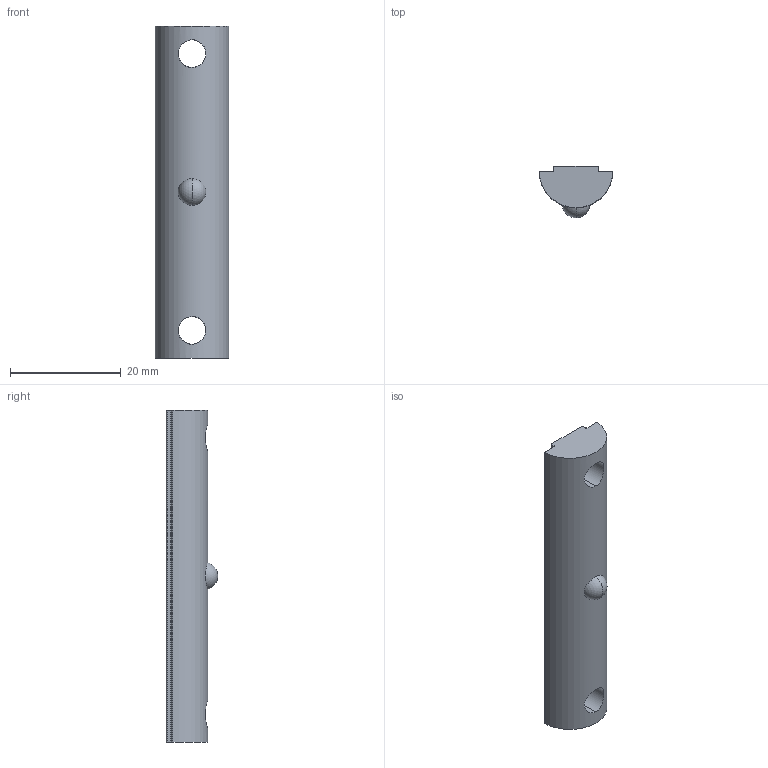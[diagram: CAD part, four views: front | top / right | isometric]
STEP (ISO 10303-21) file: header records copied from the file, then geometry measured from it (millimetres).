
FILE_DESCRIPTION (( 'STEP AP203' ), '1' );
FILE_NAME ('5.JNT.070.STEP', '2015-10-06T14:29:23', ( '' ), ( '' ), 'SwSTEP 2.0', 'SolidWorks 2012', '' );
FILE_SCHEMA (( 'CONFIG_CONTROL_DESIGN' ));
Length unit declared in the file: millimetre
Products named in the file (1): 5.JNT.070
Bounding box: 13.28 x 9.3 x 60 mm (x, y, z)
Volume: 4259.4 mm3; surface area: 2434.2 mm2
Topology: 1 solids, 1 shells, 21 faces, 55 edges, 37 vertices
Faces by surface type: cylinder 12, plane 7, sphere 2
Entity records: 924 total; most frequent: CARTESIAN_POINT 306, DIRECTION 115, ORIENTED_EDGE 110, EDGE_CURVE 55, AXIS2_PLACEMENT_3D 44, VERTEX_POINT 37, VECTOR 27, LINE 27
